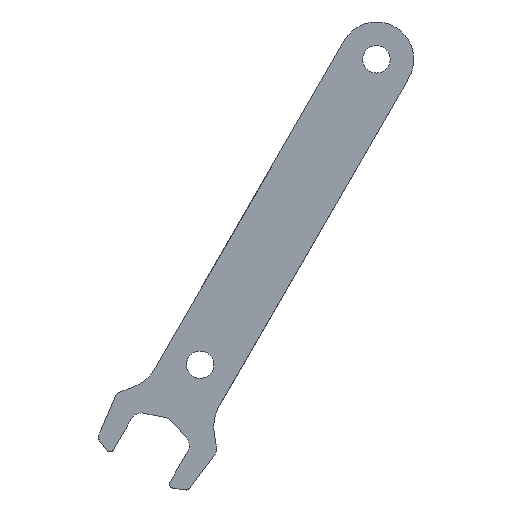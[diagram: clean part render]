
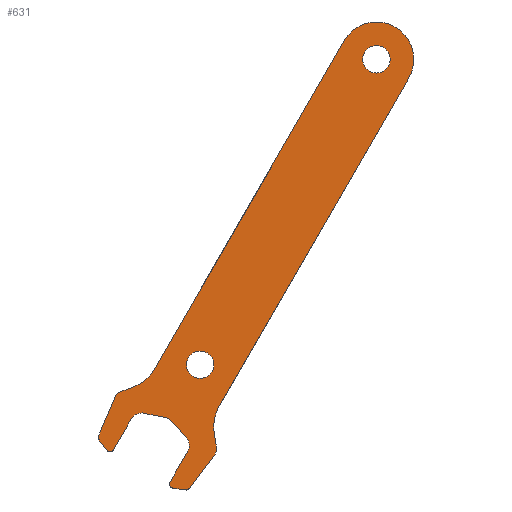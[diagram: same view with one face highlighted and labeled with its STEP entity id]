
A CAD part, front view. The second image highlights one B-rep face of the part: STEP entity #631.
In plain terms, the highlighted face is planar.
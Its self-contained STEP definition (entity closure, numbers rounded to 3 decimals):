
#21=FACE_BOUND('',#102,.T.);
#22=FACE_BOUND('',#103,.T.);
#37=PLANE('',#713);
#68=FACE_OUTER_BOUND('',#101,.T.);
#101=EDGE_LOOP('',(#556,#557,#558,#559,#560,#561,#562,#563,#564,#565,#566,
#567,#568,#569,#570,#571,#572,#573,#574,#575,#576,#577,#578,#579,#580));
#102=EDGE_LOOP('',(#581,#582));
#103=EDGE_LOOP('',(#583,#584));
#106=LINE('',#923,#161);
#115=LINE('',#945,#170);
#117=LINE('',#954,#172);
#121=LINE('',#966,#176);
#125=LINE('',#972,#180);
#127=LINE('',#981,#182);
#135=LINE('',#1005,#190);
#143=LINE('',#1035,#198);
#149=LINE('',#1048,#204);
#152=LINE('',#1056,#207);
#155=LINE('',#1084,#210);
#157=LINE('',#1091,#212);
#161=VECTOR('',#729,10.);
#170=VECTOR('',#746,10.);
#172=VECTOR('',#756,10.);
#176=VECTOR('',#768,10.);
#180=VECTOR('',#774,10.);
#182=VECTOR('',#784,10.);
#190=VECTOR('',#806,10.);
#198=VECTOR('',#834,10.);
#204=VECTOR('',#846,10.);
#207=VECTOR('',#855,10.);
#210=VECTOR('',#892,10.);
#212=VECTOR('',#900,10.);
#215=CIRCLE('',#649,2.);
#216=CIRCLE('',#652,10.);
#219=CIRCLE('',#657,1.);
#221=CIRCLE('',#661,1.);
#222=CIRCLE('',#665,3.);
#224=CIRCLE('',#669,3.);
#227=CIRCLE('',#673,2.);
#234=CIRCLE('',#683,10.);
#235=CIRCLE('',#686,1.);
#236=CIRCLE('',#689,1.);
#243=CIRCLE('',#700,3.5);
#244=CIRCLE('',#701,3.5);
#245=CIRCLE('',#703,3.5);
#246=CIRCLE('',#704,3.5);
#247=CIRCLE('',#706,9.526);
#248=CIRCLE('',#709,3.);
#249=CIRCLE('',#712,3.);
#252=VERTEX_POINT('',#916);
#253=VERTEX_POINT('',#918);
#254=VERTEX_POINT('',#922);
#256=VERTEX_POINT('',#928);
#257=VERTEX_POINT('',#929);
#263=VERTEX_POINT('',#943);
#265=VERTEX_POINT('',#949);
#266=VERTEX_POINT('',#953);
#269=VERTEX_POINT('',#961);
#270=VERTEX_POINT('',#965);
#272=VERTEX_POINT('',#974);
#274=VERTEX_POINT('',#980);
#276=VERTEX_POINT('',#986);
#280=VERTEX_POINT('',#995);
#281=VERTEX_POINT('',#997);
#283=VERTEX_POINT('',#1003);
#293=VERTEX_POINT('',#1028);
#294=VERTEX_POINT('',#1029);
#295=VERTEX_POINT('',#1034);
#298=VERTEX_POINT('',#1042);
#299=VERTEX_POINT('',#1046);
#300=VERTEX_POINT('',#1050);
#301=VERTEX_POINT('',#1054);
#306=VERTEX_POINT('',#1070);
#307=VERTEX_POINT('',#1072);
#308=VERTEX_POINT('',#1076);
#309=VERTEX_POINT('',#1078);
#310=VERTEX_POINT('',#1086);
#311=VERTEX_POINT('',#1090);
#314=EDGE_CURVE('',#253,#252,#215,.T.);
#316=EDGE_CURVE('',#254,#253,#106,.T.);
#319=EDGE_CURVE('',#256,#257,#216,.T.);
#327=EDGE_CURVE('',#257,#263,#115,.T.);
#329=EDGE_CURVE('',#265,#254,#219,.T.);
#331=EDGE_CURVE('',#266,#265,#117,.T.);
#335=EDGE_CURVE('',#269,#266,#221,.T.);
#337=EDGE_CURVE('',#269,#270,#121,.T.);
#341=EDGE_CURVE('',#252,#256,#125,.T.);
#342=EDGE_CURVE('',#270,#272,#222,.T.);
#345=EDGE_CURVE('',#274,#272,#127,.T.);
#348=EDGE_CURVE('',#274,#276,#224,.T.);
#353=EDGE_CURVE('',#280,#281,#227,.T.);
#357=EDGE_CURVE('',#283,#280,#135,.T.);
#369=EDGE_CURVE('',#293,#294,#234,.T.);
#372=EDGE_CURVE('',#294,#295,#143,.T.);
#377=EDGE_CURVE('',#298,#283,#235,.T.);
#379=EDGE_CURVE('',#299,#298,#149,.T.);
#381=EDGE_CURVE('',#300,#299,#236,.T.);
#383=EDGE_CURVE('',#300,#301,#152,.T.);
#391=EDGE_CURVE('',#306,#307,#243,.T.);
#392=EDGE_CURVE('',#307,#306,#244,.T.);
#394=EDGE_CURVE('',#308,#309,#245,.T.);
#395=EDGE_CURVE('',#309,#308,#246,.T.);
#396=EDGE_CURVE('',#295,#263,#247,.T.);
#397=EDGE_CURVE('',#281,#293,#155,.T.);
#398=EDGE_CURVE('',#301,#310,#248,.T.);
#400=EDGE_CURVE('',#311,#310,#157,.T.);
#402=EDGE_CURVE('',#311,#276,#249,.T.);
#556=ORIENTED_EDGE('',*,*,#348,.F.);
#557=ORIENTED_EDGE('',*,*,#345,.T.);
#558=ORIENTED_EDGE('',*,*,#342,.F.);
#559=ORIENTED_EDGE('',*,*,#337,.F.);
#560=ORIENTED_EDGE('',*,*,#335,.T.);
#561=ORIENTED_EDGE('',*,*,#331,.T.);
#562=ORIENTED_EDGE('',*,*,#329,.T.);
#563=ORIENTED_EDGE('',*,*,#316,.T.);
#564=ORIENTED_EDGE('',*,*,#314,.T.);
#565=ORIENTED_EDGE('',*,*,#341,.T.);
#566=ORIENTED_EDGE('',*,*,#319,.T.);
#567=ORIENTED_EDGE('',*,*,#327,.T.);
#568=ORIENTED_EDGE('',*,*,#396,.F.);
#569=ORIENTED_EDGE('',*,*,#372,.F.);
#570=ORIENTED_EDGE('',*,*,#369,.F.);
#571=ORIENTED_EDGE('',*,*,#397,.F.);
#572=ORIENTED_EDGE('',*,*,#353,.F.);
#573=ORIENTED_EDGE('',*,*,#357,.F.);
#574=ORIENTED_EDGE('',*,*,#377,.F.);
#575=ORIENTED_EDGE('',*,*,#379,.F.);
#576=ORIENTED_EDGE('',*,*,#381,.F.);
#577=ORIENTED_EDGE('',*,*,#383,.T.);
#578=ORIENTED_EDGE('',*,*,#398,.T.);
#579=ORIENTED_EDGE('',*,*,#400,.F.);
#580=ORIENTED_EDGE('',*,*,#402,.T.);
#581=ORIENTED_EDGE('',*,*,#392,.F.);
#582=ORIENTED_EDGE('',*,*,#391,.F.);
#583=ORIENTED_EDGE('',*,*,#395,.F.);
#584=ORIENTED_EDGE('',*,*,#394,.F.);
#631=ADVANCED_FACE('',(#68,#21,#22),#37,.F.);
#649=AXIS2_PLACEMENT_3D('',#919,#724,#725);
#652=AXIS2_PLACEMENT_3D('',#930,#734,#735);
#657=AXIS2_PLACEMENT_3D('',#950,#751,#752);
#661=AXIS2_PLACEMENT_3D('',#962,#763,#764);
#665=AXIS2_PLACEMENT_3D('',#975,#777,#778);
#669=AXIS2_PLACEMENT_3D('',#987,#789,#790);
#673=AXIS2_PLACEMENT_3D('',#998,#799,#800);
#683=AXIS2_PLACEMENT_3D('',#1030,#828,#829);
#686=AXIS2_PLACEMENT_3D('',#1044,#841,#842);
#689=AXIS2_PLACEMENT_3D('',#1052,#850,#851);
#700=AXIS2_PLACEMENT_3D('',#1073,#875,#876);
#701=AXIS2_PLACEMENT_3D('',#1074,#877,#878);
#703=AXIS2_PLACEMENT_3D('',#1079,#882,#883);
#704=AXIS2_PLACEMENT_3D('',#1080,#884,#885);
#706=AXIS2_PLACEMENT_3D('',#1082,#888,#889);
#709=AXIS2_PLACEMENT_3D('',#1087,#895,#896);
#712=AXIS2_PLACEMENT_3D('',#1094,#904,#905);
#713=AXIS2_PLACEMENT_3D('',#1095,#906,#907);
#724=DIRECTION('center_axis',(0.,0.,-1.));
#725=DIRECTION('ref_axis',(0.961,-0.275,0.));
#729=DIRECTION('',(0.12,-0.993,0.));
#734=DIRECTION('center_axis',(0.,0.,1.));
#735=DIRECTION('ref_axis',(-0.943,0.333,0.));
#746=DIRECTION('',(0.,-1.,0.));
#751=DIRECTION('center_axis',(0.,0.,-1.));
#752=DIRECTION('ref_axis',(0.793,0.61,0.));
#756=DIRECTION('',(0.928,-0.371,0.));
#763=DIRECTION('center_axis',(0.,0.,-1.));
#764=DIRECTION('ref_axis',(-0.561,0.828,0.));
#768=DIRECTION('',(0.,-1.,0.));
#774=DIRECTION('',(-0.627,-0.779,0.));
#777=DIRECTION('center_axis',(0.,0.,-1.));
#778=DIRECTION('ref_axis',(1.,0.,0.));
#784=DIRECTION('',(0.947,0.32,0.));
#789=DIRECTION('center_axis',(0.,0.,-1.));
#790=DIRECTION('ref_axis',(0.32,-0.947,0.));
#799=DIRECTION('center_axis',(0.,0.,1.));
#800=DIRECTION('ref_axis',(-0.961,-0.275,0.));
#806=DIRECTION('',(-0.12,-0.993,0.));
#828=DIRECTION('center_axis',(0.,0.,-1.));
#829=DIRECTION('ref_axis',(0.943,0.333,0.));
#834=DIRECTION('',(0.,-1.,0.));
#841=DIRECTION('center_axis',(0.,0.,1.));
#842=DIRECTION('ref_axis',(-0.793,0.61,0.));
#846=DIRECTION('',(-0.928,-0.371,0.));
#850=DIRECTION('center_axis',(0.,0.,1.));
#851=DIRECTION('ref_axis',(0.561,0.828,0.));
#855=DIRECTION('',(0.,-1.,0.));
#875=DIRECTION('center_axis',(0.,0.,-1.));
#876=DIRECTION('ref_axis',(0.,1.,0.));
#877=DIRECTION('center_axis',(0.,0.,-1.));
#878=DIRECTION('ref_axis',(0.,1.,0.));
#882=DIRECTION('center_axis',(0.,0.,-1.));
#883=DIRECTION('ref_axis',(0.,1.,0.));
#884=DIRECTION('center_axis',(0.,0.,-1.));
#885=DIRECTION('ref_axis',(0.,1.,0.));
#888=DIRECTION('center_axis',(0.,0.,1.));
#889=DIRECTION('ref_axis',(-1.,0.,0.));
#892=DIRECTION('',(0.627,-0.779,0.));
#895=DIRECTION('center_axis',(0.,0.,1.));
#896=DIRECTION('ref_axis',(-1.,0.,0.));
#900=DIRECTION('',(-0.947,0.32,0.));
#904=DIRECTION('center_axis',(0.,0.,1.));
#905=DIRECTION('ref_axis',(-0.32,-0.947,0.));
#906=DIRECTION('center_axis',(0.,0.,1.));
#907=DIRECTION('ref_axis',(1.,0.,0.));
#916=CARTESIAN_POINT('',(14.266,-9.199,0.));
#918=CARTESIAN_POINT('',(14.694,-7.704,0.));
#919=CARTESIAN_POINT('Origin',(12.708,-7.945,0.));
#922=CARTESIAN_POINT('',(13.371,3.204,0.));
#923=CARTESIAN_POINT('',(13.3,3.792,0.));
#928=CARTESIAN_POINT('',(11.738,-12.338,0.));
#929=CARTESIAN_POINT('',(9.526,-18.61,0.));
#930=CARTESIAN_POINT('Origin',(19.526,-18.61,0.));
#943=CARTESIAN_POINT('',(9.526,-115.526,0.));
#945=CARTESIAN_POINT('',(9.526,-15.084,0.));
#949=CARTESIAN_POINT('',(12.75,4.012,0.));
#950=CARTESIAN_POINT('Origin',(12.379,3.084,0.));
#953=CARTESIAN_POINT('',(9.671,5.243,0.));
#954=CARTESIAN_POINT('',(8.3,5.792,0.));
#961=CARTESIAN_POINT('',(8.3,4.315,0.));
#962=CARTESIAN_POINT('Origin',(9.3,4.315,0.));
#965=CARTESIAN_POINT('',(8.3,-4.792,0.));
#966=CARTESIAN_POINT('',(8.3,5.792,0.));
#972=CARTESIAN_POINT('',(14.795,-8.542,0.));
#974=CARTESIAN_POINT('',(6.261,-7.634,0.));
#975=CARTESIAN_POINT('Origin',(5.3,-4.792,0.));
#980=CARTESIAN_POINT('',(0.961,-9.426,0.));
#981=CARTESIAN_POINT('',(0.961,-9.426,0.));
#986=CARTESIAN_POINT('',(0.,-9.584,0.));
#987=CARTESIAN_POINT('Origin',(0.,-6.584,0.));
#995=CARTESIAN_POINT('',(-14.694,-7.704,0.));
#997=CARTESIAN_POINT('',(-14.266,-9.199,0.));
#998=CARTESIAN_POINT('Origin',(-12.708,-7.945,0.));
#1003=CARTESIAN_POINT('',(-13.371,3.204,0.));
#1005=CARTESIAN_POINT('',(-13.3,3.792,0.));
#1028=CARTESIAN_POINT('',(-11.738,-12.338,0.));
#1029=CARTESIAN_POINT('',(-9.526,-18.61,0.));
#1030=CARTESIAN_POINT('Origin',(-19.526,-18.61,0.));
#1034=CARTESIAN_POINT('',(-9.526,-115.526,0.));
#1035=CARTESIAN_POINT('',(-9.526,-15.084,0.));
#1042=CARTESIAN_POINT('',(-12.75,4.012,0.));
#1044=CARTESIAN_POINT('Origin',(-12.379,3.084,0.));
#1046=CARTESIAN_POINT('',(-9.671,5.243,0.));
#1048=CARTESIAN_POINT('',(-8.3,5.792,0.));
#1050=CARTESIAN_POINT('',(-8.3,4.315,0.));
#1052=CARTESIAN_POINT('Origin',(-9.3,4.315,0.));
#1054=CARTESIAN_POINT('',(-8.3,-4.792,0.));
#1056=CARTESIAN_POINT('',(-8.3,5.792,0.));
#1070=CARTESIAN_POINT('',(0.,-29.026,0.));
#1072=CARTESIAN_POINT('',(0.,-22.026,0.));
#1073=CARTESIAN_POINT('Origin',(0.,-25.526,
0.));
#1074=CARTESIAN_POINT('Origin',(0.,-25.526,
0.));
#1076=CARTESIAN_POINT('',(0.,-119.026,0.));
#1078=CARTESIAN_POINT('',(0.,-112.026,0.));
#1079=CARTESIAN_POINT('Origin',(0.,-115.526,
0.));
#1080=CARTESIAN_POINT('Origin',(0.,-115.526,
0.));
#1082=CARTESIAN_POINT('Origin',(0.,-115.526,
0.));
#1084=CARTESIAN_POINT('',(-14.795,-8.542,0.));
#1086=CARTESIAN_POINT('',(-6.261,-7.634,0.));
#1087=CARTESIAN_POINT('Origin',(-5.3,-4.792,0.));
#1090=CARTESIAN_POINT('',(-0.961,-9.426,0.));
#1091=CARTESIAN_POINT('',(-0.961,-9.426,0.));
#1094=CARTESIAN_POINT('Origin',(0.,-6.584,0.));
#1095=CARTESIAN_POINT('Origin',(-7.398,-59.63,0.));
